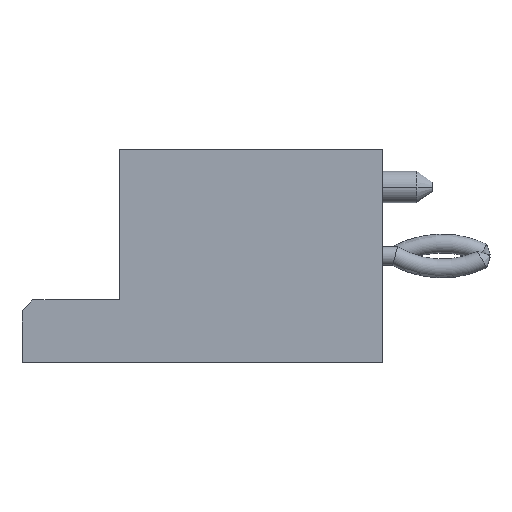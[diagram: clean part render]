
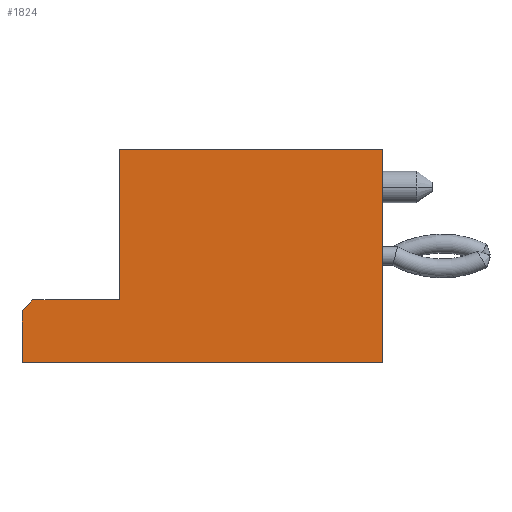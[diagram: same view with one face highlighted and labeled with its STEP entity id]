
A CAD part, left-side view. The second image highlights one B-rep face of the part: STEP entity #1824.
In plain terms, the highlighted planar face has unit normal (-1, 0, 0).
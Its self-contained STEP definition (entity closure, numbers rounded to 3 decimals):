
#1=DIRECTION('',(0.,-1.,0.));
#2=VECTOR('',#1,8.4);
#3=CARTESIAN_POINT('',(-3.7,2.65,3.4));
#4=LINE('',#3,#2);
#5=DIRECTION('',(0.,0.,-1.));
#6=VECTOR('',#5,6.8);
#7=CARTESIAN_POINT('',(-3.7,-5.75,3.4));
#8=LINE('',#7,#6);
#9=DIRECTION('',(0.,1.,0.));
#10=VECTOR('',#9,11.5);
#11=CARTESIAN_POINT('',(-3.7,-5.75,-3.4));
#12=LINE('',#11,#10);
#13=DIRECTION('',(0.,0.,1.));
#14=VECTOR('',#13,1.65);
#15=CARTESIAN_POINT('',(-3.7,5.75,-3.4));
#16=LINE('',#15,#14);
#17=DIRECTION('',(0.,-0.707,0.707));
#18=VECTOR('',#17,0.495);
#19=CARTESIAN_POINT('',(-3.7,5.75,-1.75));
#20=LINE('',#19,#18);
#21=DIRECTION('',(0.,-1.,0.));
#22=VECTOR('',#21,2.75);
#23=CARTESIAN_POINT('',(-3.7,5.4,-1.4));
#24=LINE('',#23,#22);
#25=DIRECTION('',(0.,0.,1.));
#26=VECTOR('',#25,4.8);
#27=CARTESIAN_POINT('',(-3.7,2.65,-1.4));
#28=LINE('',#27,#26);
#1423=CARTESIAN_POINT('',(-3.7,2.65,3.4));
#1424=CARTESIAN_POINT('',(-3.7,-5.75,3.4));
#1425=VERTEX_POINT('',#1423);
#1426=VERTEX_POINT('',#1424);
#1427=CARTESIAN_POINT('',(-3.7,-5.75,-3.4));
#1428=VERTEX_POINT('',#1427);
#1429=CARTESIAN_POINT('',(-3.7,5.75,-3.4));
#1430=VERTEX_POINT('',#1429);
#1431=CARTESIAN_POINT('',(-3.7,5.75,-1.75));
#1432=VERTEX_POINT('',#1431);
#1433=CARTESIAN_POINT('',(-3.7,5.4,-1.4));
#1434=CARTESIAN_POINT('',(-3.7,2.65,-1.4));
#1435=VERTEX_POINT('',#1433);
#1436=VERTEX_POINT('',#1434);
#1803=CARTESIAN_POINT('',(-3.7,0.,0.));
#1804=DIRECTION('',(1.,0.,0.));
#1805=DIRECTION('',(0.,0.,-1.));
#1806=AXIS2_PLACEMENT_3D('',#1803,#1804,#1805);
#1807=PLANE('',#1806);
#1809=ORIENTED_EDGE('',*,*,#1808,.T.);
#1811=ORIENTED_EDGE('',*,*,#1810,.T.);
#1813=ORIENTED_EDGE('',*,*,#1812,.T.);
#1815=ORIENTED_EDGE('',*,*,#1814,.T.);
#1817=ORIENTED_EDGE('',*,*,#1816,.T.);
#1819=ORIENTED_EDGE('',*,*,#1818,.T.);
#1821=ORIENTED_EDGE('',*,*,#1820,.T.);
#1822=EDGE_LOOP('',(#1809,#1811,#1813,#1815,#1817,#1819,#1821));
#1823=FACE_OUTER_BOUND('',#1822,.F.);
#1824=ADVANCED_FACE('',(#1823),#1807,.F.);
#1808=EDGE_CURVE('',#1425,#1426,#4,.T.);
#1810=EDGE_CURVE('',#1426,#1428,#8,.T.);
#1812=EDGE_CURVE('',#1428,#1430,#12,.T.);
#1814=EDGE_CURVE('',#1430,#1432,#16,.T.);
#1816=EDGE_CURVE('',#1432,#1435,#20,.T.);
#1818=EDGE_CURVE('',#1435,#1436,#24,.T.);
#1820=EDGE_CURVE('',#1436,#1425,#28,.T.);
